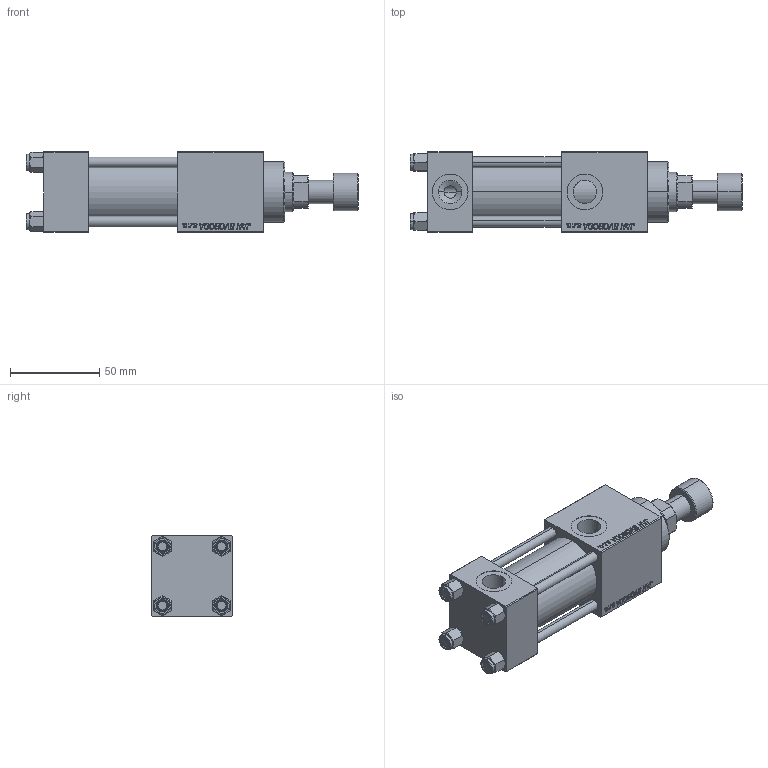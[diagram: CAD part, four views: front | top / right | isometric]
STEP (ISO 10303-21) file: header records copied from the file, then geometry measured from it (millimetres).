
FILE_DESCRIPTION (( 'STEP AP203' ), '1' );
FILE_NAME ('58af.STEP', '2025-04-16T09:31:05', ( '' ), ( '' ), 'SwSTEP 2.0', 'SolidWorks 2019', '' );
FILE_SCHEMA (( 'CONFIG_CONTROL_DESIGN' ));
Length unit declared in the file: millimetre
Products named in the file (7): V215CR_VCP_C bc7e76b164afd1844d8361162dec0fcb; V215CR_C_TYCINKA bc7e76b164afd1844d8361162dec0fcb; V215CR_ROD_END_F bc7e76b164afd1844d8361162dec0fcb; V215CR_C_Body bc7e76b164afd1844d8361162dec0fcb; 58af; NUT_M5_C bc7e76b164afd1844d8361162dec0fcb; V215_VC_A bc7e76b164afd1844d8361162dec0fcb
Assembly tree (12 placements, depth 2):
  58af
    V215CR_C_Body bc7e76b164afd1844d8361162dec0fcb
    V215CR_VCP_C bc7e76b164afd1844d8361162dec0fcb
    NUT_M5_C bc7e76b164afd1844d8361162dec0fcb  x4
    V215CR_C_TYCINKA bc7e76b164afd1844d8361162dec0fcb  x4
    V215_VC_A bc7e76b164afd1844d8361162dec0fcb
    V215CR_ROD_END_F bc7e76b164afd1844d8361162dec0fcb
Bounding box: 186 x 45 x 45 mm (x, y, z)
Volume: 216559.5 mm3; surface area: 73461.9 mm2
Topology: 12 solids, 12 shells, 1158 faces, 2895 edges, 1877 vertices
Faces by surface type: plane 528, bspline 392, cone 136, cylinder 90, torus 12
Entity records: 50578 total; most frequent: CARTESIAN_POINT 27152, ORIENTED_EDGE 5282, DIRECTION 3355, EDGE_CURVE 2641, VERTEX_POINT 1733, VECTOR 1595, LINE 1595, EDGE_LOOP 1166
